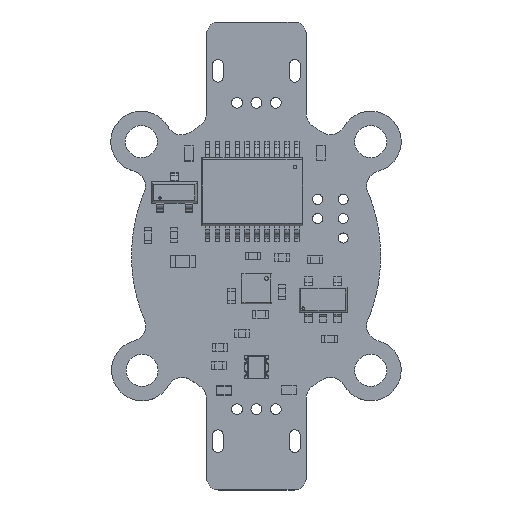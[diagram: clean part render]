
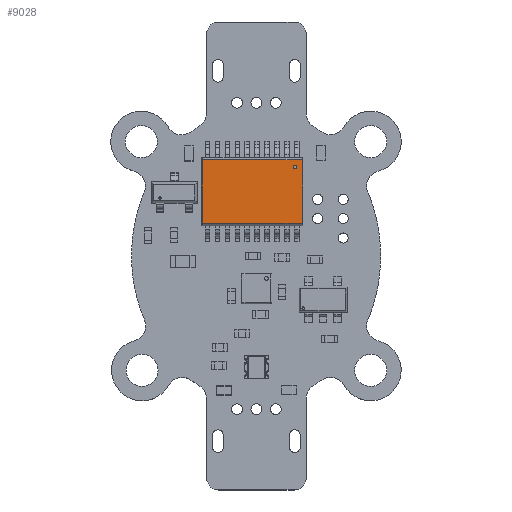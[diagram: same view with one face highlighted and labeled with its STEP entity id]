
A CAD part, top view. The second image highlights one B-rep face of the part: STEP entity #9028.
In plain terms, the highlighted planar face has unit normal (0, 0, 1).
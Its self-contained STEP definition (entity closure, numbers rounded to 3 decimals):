
#9028 = ADVANCED_FACE('',(#9029),#9063,.T.);
#9029 = FACE_BOUND('',#9030,.T.);
#9030 = EDGE_LOOP('',(#9031,#9041,#9049,#9057));
#9031 = ORIENTED_EDGE('',*,*,#9032,.F.);
#9032 = EDGE_CURVE('',#9033,#9035,#9037,.T.);
#9033 = VERTEX_POINT('',#9034);
#9034 = CARTESIAN_POINT('',(2.083,-3.277,1.194));
#9035 = VERTEX_POINT('',#9036);
#9036 = CARTESIAN_POINT('',(-2.083,-3.277,1.194));
#9037 = LINE('',#9038,#9039);
#9038 = CARTESIAN_POINT('',(2.083,-3.277,1.194));
#9039 = VECTOR('',#9040,1.);
#9040 = DIRECTION('',(-1.,0.,0.));
#9041 = ORIENTED_EDGE('',*,*,#9042,.F.);
#9042 = EDGE_CURVE('',#9043,#9033,#9045,.T.);
#9043 = VERTEX_POINT('',#9044);
#9044 = CARTESIAN_POINT('',(2.083,3.277,1.194));
#9045 = LINE('',#9046,#9047);
#9046 = CARTESIAN_POINT('',(2.083,3.277,1.194));
#9047 = VECTOR('',#9048,1.);
#9048 = DIRECTION('',(0.,-1.,0.));
#9049 = ORIENTED_EDGE('',*,*,#9050,.F.);
#9050 = EDGE_CURVE('',#9051,#9043,#9053,.T.);
#9051 = VERTEX_POINT('',#9052);
#9052 = CARTESIAN_POINT('',(-2.083,3.277,1.194));
#9053 = LINE('',#9054,#9055);
#9054 = CARTESIAN_POINT('',(-2.083,3.277,1.194));
#9055 = VECTOR('',#9056,1.);
#9056 = DIRECTION('',(1.,0.,0.));
#9057 = ORIENTED_EDGE('',*,*,#9058,.F.);
#9058 = EDGE_CURVE('',#9035,#9051,#9059,.T.);
#9059 = LINE('',#9060,#9061);
#9060 = CARTESIAN_POINT('',(-2.083,-3.277,1.194));
#9061 = VECTOR('',#9062,1.);
#9062 = DIRECTION('',(0.,1.,0.));
#9063 = PLANE('',#9064);
#9064 = AXIS2_PLACEMENT_3D('',#9065,#9066,#9067);
#9065 = CARTESIAN_POINT('',(-2.083,-3.277,1.194));
#9066 = DIRECTION('',(0.,0.,1.));
#9067 = DIRECTION('',(0.,1.,0.));
